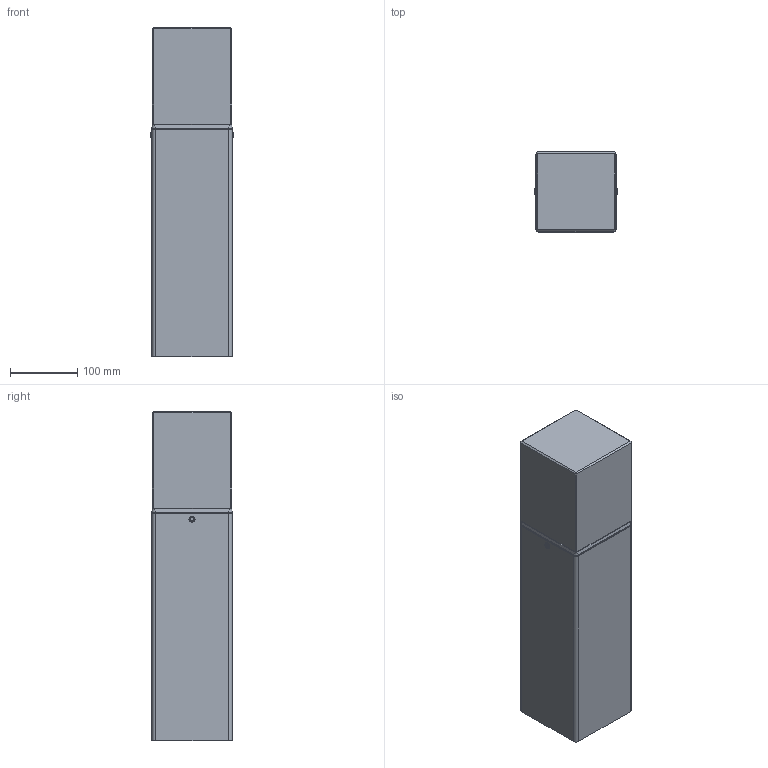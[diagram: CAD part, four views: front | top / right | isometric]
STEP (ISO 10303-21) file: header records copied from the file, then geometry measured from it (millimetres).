
FILE_DESCRIPTION (( 'STEP AP203' ), '1' );
FILE_NAME ('1565.STEP', '2013-04-26T08:52:54', ( 'Rysiek' ), ( '' ), 'SwSTEP 2.0', 'SolidWorks 2012', '' );
FILE_SCHEMA (( 'CONFIG_CONTROL_DESIGN' ));
Length unit declared in the file: millimetre
Products named in the file (1): 1565
Bounding box: 123.6 x 120 x 490 mm (x, y, z)
Volume: 1994743 mm3; surface area: 499094.2 mm2
Topology: 9 solids, 9 shells, 334 faces, 824 edges, 514 vertices
Faces by surface type: plane 152, cylinder 78, cone 72, torus 24, bspline 8
Entity records: 11021 total; most frequent: CARTESIAN_POINT 3003, DIRECTION 1676, ORIENTED_EDGE 1624, EDGE_CURVE 812, AXIS2_PLACEMENT_3D 613, VERTEX_POINT 514, VECTOR 450, LINE 450
